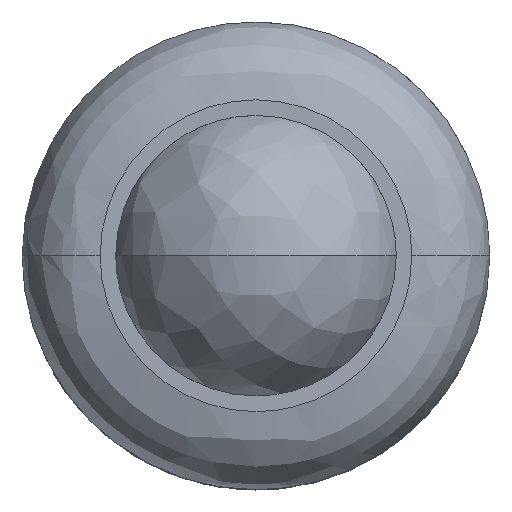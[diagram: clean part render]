
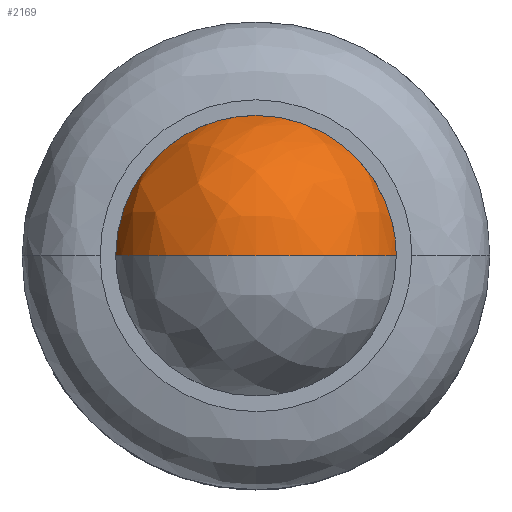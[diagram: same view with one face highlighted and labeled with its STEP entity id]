
A CAD part, top view. The second image highlights one B-rep face of the part: STEP entity #2169.
In plain terms, the highlighted free-form (B-spline) face has degree [2, 2] with [6, 6] control points.
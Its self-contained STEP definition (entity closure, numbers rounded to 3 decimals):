
#2043=CARTESIAN_POINT('',(-4.762,0.0,6.737));
#2044=VERTEX_POINT('',#2043);
#2045=CARTESIAN_POINT('',(0.,0.0,1.975));
#2046=VERTEX_POINT('',#2045);
#2047=CARTESIAN_POINT('',(-4.762,0.0,6.737));
#2048=CARTESIAN_POINT('',(-4.763,0.0,6.426));
#2049=CARTESIAN_POINT('',(-4.715,0.0,5.949));
#2050=CARTESIAN_POINT('',(-4.552,0.0,5.306));
#2051=CARTESIAN_POINT('',(-4.347,0.0,4.757));
#2052=CARTESIAN_POINT('',(-4.084,0.0,4.266));
#2053=CARTESIAN_POINT('',(-3.739,0.0,3.77));
#2054=CARTESIAN_POINT('',(-3.28,0.0,3.251));
#2055=CARTESIAN_POINT('',(-2.713,0.0,2.8));
#2056=CARTESIAN_POINT('',(-2.027,0.0,2.408));
#2057=CARTESIAN_POINT('',(-1.37,0.0,2.153));
#2058=CARTESIAN_POINT('',(-0.643,0.0,2.003));
#2059=CARTESIAN_POINT('',(-0.205,0.0,1.975));
#2060=CARTESIAN_POINT('',(0.,0.0,1.975));
#2061=B_SPLINE_CURVE_WITH_KNOTS('',3,(#2047,#2048,#2049,#2050,#2051,#2052,#2053,#2054,#2055,#2056,#2057,#2058,#2059,#2060),.UNSPECIFIED.,.F.,.U.,(4,1,1,1,1,1,1,1,1,1,1,4),(0.,0.935,1.432,1.987,2.688,3.098,3.799,4.763,5.26,6.166,6.867,7.481),.UNSPECIFIED.);
#2062=EDGE_CURVE('',#2044,#2046,#2061,.T.);
#2064=CARTESIAN_POINT('',(4.762,0.0,6.737));
#2065=VERTEX_POINT('',#2064);
#2066=CARTESIAN_POINT('',(4.762,0.0,6.737));
#2067=CARTESIAN_POINT('',(4.763,0.0,6.328));
#2068=CARTESIAN_POINT('',(4.688,0.0,5.754));
#2069=CARTESIAN_POINT('',(4.456,0.0,5.029));
#2070=CARTESIAN_POINT('',(4.229,0.0,4.521));
#2071=CARTESIAN_POINT('',(3.891,0.0,3.961));
#2072=CARTESIAN_POINT('',(3.437,0.0,3.411));
#2073=CARTESIAN_POINT('',(2.842,0.0,2.889));
#2074=CARTESIAN_POINT('',(2.227,0.0,2.507));
#2075=CARTESIAN_POINT('',(1.599,0.0,2.238));
#2076=CARTESIAN_POINT('',(0.886,0.0,2.034));
#2077=CARTESIAN_POINT('',(0.341,0.0,1.975));
#2078=CARTESIAN_POINT('',(0.,0.0,1.975));
#2079=B_SPLINE_CURVE_WITH_KNOTS('',3,(#2066,#2067,#2068,#2069,#2070,#2071,#2072,#2073,#2074,#2075,#2076,#2077,#2078),.UNSPECIFIED.,.F.,.U.,(4,1,1,1,1,1,1,1,1,1,4),(0.,1.227,1.724,2.279,2.893,3.682,4.413,5.26,5.844,6.458,7.481),.UNSPECIFIED.);
#2080=EDGE_CURVE('',#2065,#2046,#2079,.T.);
#2082=CARTESIAN_POINT('',(0.,0.0,11.5));
#2083=VERTEX_POINT('',#2082);
#2084=CARTESIAN_POINT('',(0.,0.0,11.5));
#2085=CARTESIAN_POINT('',(0.341,0.0,11.5));
#2086=CARTESIAN_POINT('',(0.906,0.0,11.439));
#2087=CARTESIAN_POINT('',(1.637,0.0,11.225));
#2088=CARTESIAN_POINT('',(2.208,0.0,10.972));
#2089=CARTESIAN_POINT('',(2.751,0.0,10.644));
#2090=CARTESIAN_POINT('',(3.221,0.0,10.262));
#2091=CARTESIAN_POINT('',(3.673,0.0,9.79));
#2092=CARTESIAN_POINT('',(4.06,0.0,9.262));
#2093=CARTESIAN_POINT('',(4.411,0.0,8.586));
#2094=CARTESIAN_POINT('',(4.687,0.0,7.751));
#2095=CARTESIAN_POINT('',(4.763,0.0,7.108));
#2096=CARTESIAN_POINT('',(4.762,0.0,6.737));
#2097=B_SPLINE_CURVE_WITH_KNOTS('',3,(#2084,#2085,#2086,#2087,#2088,#2089,#2090,#2091,#2092,#2093,#2094,#2095,#2096),.UNSPECIFIED.,.F.,.U.,(4,1,1,1,1,1,1,1,1,1,4),(0.,1.023,1.695,2.279,2.893,3.594,4.091,4.851,5.552,6.37,7.481),.UNSPECIFIED.);
#2098=EDGE_CURVE('',#2083,#2065,#2097,.T.);
#2100=CARTESIAN_POINT('',(0.,0.0,11.5));
#2101=CARTESIAN_POINT('',(-0.273,0.0,11.5));
#2102=CARTESIAN_POINT('',(-0.838,0.0,11.451));
#2103=CARTESIAN_POINT('',(-1.64,0.0,11.235));
#2104=CARTESIAN_POINT('',(-2.437,0.0,10.861));
#2105=CARTESIAN_POINT('',(-3.025,0.0,10.438));
#2106=CARTESIAN_POINT('',(-3.573,0.0,9.91));
#2107=CARTESIAN_POINT('',(-4.008,0.0,9.356));
#2108=CARTESIAN_POINT('',(-4.361,0.0,8.692));
#2109=CARTESIAN_POINT('',(-4.593,0.0,8.049));
#2110=CARTESIAN_POINT('',(-4.73,0.0,7.419));
#2111=CARTESIAN_POINT('',(-4.763,0.0,6.962));
#2112=CARTESIAN_POINT('',(-4.762,0.0,6.737));
#2113=B_SPLINE_CURVE_WITH_KNOTS('',3,(#2100,#2101,#2102,#2103,#2104,#2105,#2106,#2107,#2108,#2109,#2110,#2111,#2112),.UNSPECIFIED.,.F.,.U.,(4,1,1,1,1,1,1,1,1,1,4),(0.,0.818,1.695,2.484,3.448,3.857,4.763,5.552,6.107,6.809,7.481),.UNSPECIFIED.);
#2114=EDGE_CURVE('',#2083,#2044,#2113,.T.);
#2119=CARTESIAN_POINT('',(-3.122,-1.786,9.859));
#2120=CARTESIAN_POINT('',(-2.827,-1.168,10.507));
#2121=CARTESIAN_POINT('',(-1.189,-0.227,11.495));
#2122=CARTESIAN_POINT('',(1.189,-0.227,11.495));
#2123=CARTESIAN_POINT('',(2.827,-1.168,10.507));
#2124=CARTESIAN_POINT('',(3.122,-1.786,9.859));
#2125=CARTESIAN_POINT('',(-3.77,-1.168,9.565));
#2126=CARTESIAN_POINT('',(-3.568,-0.227,10.305));
#2127=CARTESIAN_POINT('',(-1.611,1.383,11.571));
#2128=CARTESIAN_POINT('',(1.611,1.383,11.571));
#2129=CARTESIAN_POINT('',(3.568,-0.227,10.305));
#2130=CARTESIAN_POINT('',(3.77,-1.168,9.565));
#2131=CARTESIAN_POINT('',(-4.757,-0.227,7.927));
#2132=CARTESIAN_POINT('',(-4.834,1.383,8.349));
#2133=CARTESIAN_POINT('',(-2.497,4.762,9.235));
#2134=CARTESIAN_POINT('',(2.497,4.762,9.235));
#2135=CARTESIAN_POINT('',(4.834,1.383,8.349));
#2136=CARTESIAN_POINT('',(4.757,-0.227,7.927));
#2137=CARTESIAN_POINT('',(-4.757,-0.227,5.548));
#2138=CARTESIAN_POINT('',(-4.834,1.383,5.126));
#2139=CARTESIAN_POINT('',(-2.497,4.762,4.24));
#2140=CARTESIAN_POINT('',(2.497,4.762,4.24));
#2141=CARTESIAN_POINT('',(4.834,1.383,5.126));
#2142=CARTESIAN_POINT('',(4.757,-0.227,5.548));
#2143=CARTESIAN_POINT('',(-3.77,-1.168,3.91));
#2144=CARTESIAN_POINT('',(-3.568,-0.227,3.17));
#2145=CARTESIAN_POINT('',(-1.611,1.383,1.904));
#2146=CARTESIAN_POINT('',(1.611,1.383,1.904));
#2147=CARTESIAN_POINT('',(3.568,-0.227,3.17));
#2148=CARTESIAN_POINT('',(3.77,-1.168,3.91));
#2149=CARTESIAN_POINT('',(-3.122,-1.786,3.616));
#2150=CARTESIAN_POINT('',(-2.827,-1.168,2.968));
#2151=CARTESIAN_POINT('',(-1.189,-0.227,1.98));
#2152=CARTESIAN_POINT('',(1.189,-0.227,1.98));
#2153=CARTESIAN_POINT('',(2.827,-1.168,2.968));
#2154=CARTESIAN_POINT('',(3.122,-1.786,3.616));
#2162=(BOUNDED_SURFACE()B_SPLINE_SURFACE(2,2,((#2119,#2125,#2131,#2137,#2143,#2149),(#2120,#2126,#2132,#2138,#2144,#2150),(#2121,#2127,#2133,#2139,#2145,#2151),(#2122,#2128,#2134,#2140,#2146,#2152),(#2123,#2129,#2135,#2141,#2147,#2153),(#2124,#2130,#2136,#2142,#2148,#2154)),.UNSPECIFIED.,.F.,.F.,.U.)B_SPLINE_SURFACE_WITH_KNOTS((3,1,1,1,3),(3,1,1,1,3),(0.0,4.391,8.782,13.174,17.565),(0.0,4.391,8.782,13.174,17.565),.UNSPECIFIED.)GEOMETRIC_REPRESENTATION_ITEM()RATIONAL_B_SPLINE_SURFACE(((3.2,2.65,2.1,2.1,2.65,3.2),(2.65,2.1,1.55,1.55,2.1,2.65),(2.1,1.55,1.0,1.0,1.55,2.1),(2.1,1.55,1.0,1.0,1.55,2.1),(2.65,2.1,1.55,1.55,2.1,2.65),(3.2,2.65,2.1,2.1,2.65,3.2)))REPRESENTATION_ITEM('')SURFACE());
#2163=ORIENTED_EDGE('',*,*,#2080,.T.);
#2164=ORIENTED_EDGE('',*,*,#2062,.F.);
#2165=ORIENTED_EDGE('',*,*,#2114,.F.);
#2166=ORIENTED_EDGE('',*,*,#2098,.T.);
#2167=EDGE_LOOP('',(#2163,#2164,#2165,#2166));
#2168=FACE_OUTER_BOUND('',#2167,.T.);
#2169=ADVANCED_FACE('',(#2168),#2162,.T.);
